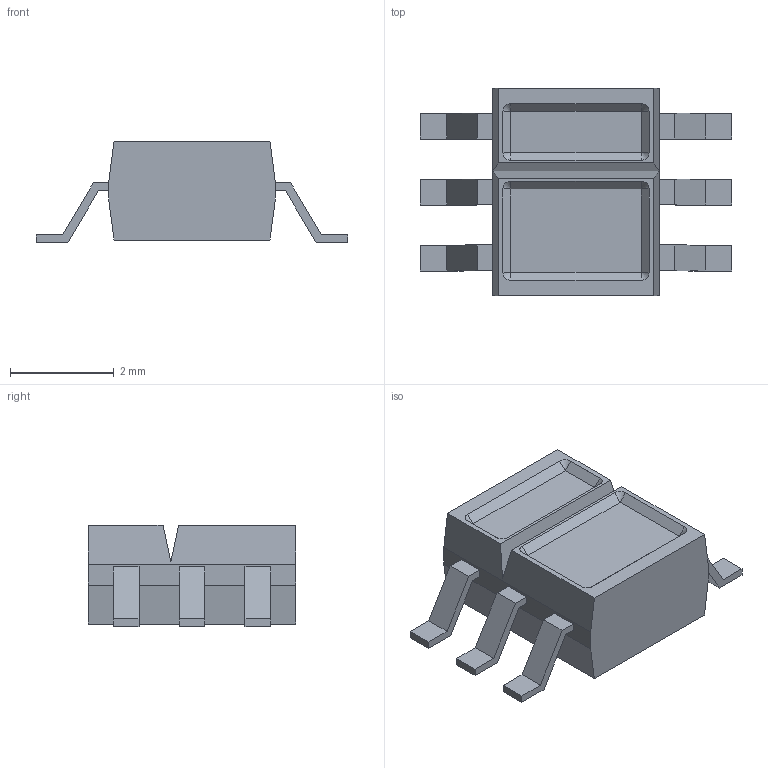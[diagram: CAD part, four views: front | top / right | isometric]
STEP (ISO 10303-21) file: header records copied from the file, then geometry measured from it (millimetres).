
FILE_DESCRIPTION(('FreeCAD Model'),'2;1');
FILE_NAME( 'Osram_SFH9x0x.step', '2018-01-03T10:01:46',('kicad StepUp'),('ksu MCAD'), 'Open CASCADE STEP processor 6.8','FreeCAD','Unknown');
FILE_SCHEMA(('AUTOMOTIVE_DESIGN_CC2 { 1 2 10303 214 -1 1 5 4 }'));
Length unit declared in the file: millimetre
Products named in the file (1): Osram_SFH9x0x
Bounding box: 6 x 4 x 1.95 mm (x, y, z)
Volume: 23.2 mm3; surface area: 71 mm2
Topology: 1 solids, 1 shells, 101 faces, 257 edges, 166 vertices
Faces by surface type: plane 85, cylinder 8, cone 8
Entity records: 2097 total; most frequent: ORIENTED_EDGE 397, CARTESIAN_POINT 269, EDGE_CURVE 257, LINE 219, VERTEX_POINT 166, AXIS2_PLACEMENT_3D 109, FACE_BOUND 109, EDGE_LOOP 109
